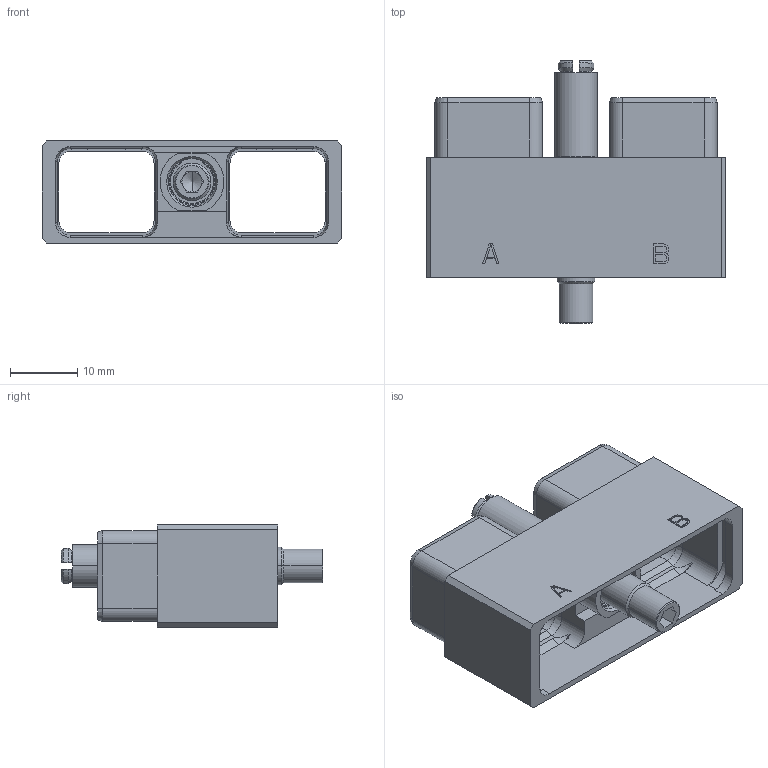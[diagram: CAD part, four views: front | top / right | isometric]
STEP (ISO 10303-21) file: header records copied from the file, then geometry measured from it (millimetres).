
FILE_DESCRIPTION((''),'2;1');
FILE_NAME('33505222014SIM','2020-03-10T',('presta_be4'),(''),'CREO PARAMETRIC BY PTC INC, 2018360','CREO PARAMETRIC BY PTC INC, 2018360','');
FILE_SCHEMA(('CONFIG_CONTROL_DESIGN'));
Length unit declared in the file: millimetre
Products named in the file (1): 33505222014SIM
Bounding box: 44.5 x 38.9 x 15.16 mm (x, y, z)
Volume: 5358.9 mm3; surface area: 8896.6 mm2
Topology: 1 solids, 1 shells, 625 faces, 1707 edges, 1103 vertices
Faces by surface type: plane 442, cylinder 111, cone 68, torus 4
Entity records: 20894 total; most frequent: CARTESIAN_POINT 4921, ORIENTED_EDGE 3406, DIRECTION 3187, EDGE_CURVE 1703, VECTOR 1323, LINE 1323, VERTEX_POINT 1103, AXIS2_PLACEMENT_3D 932
